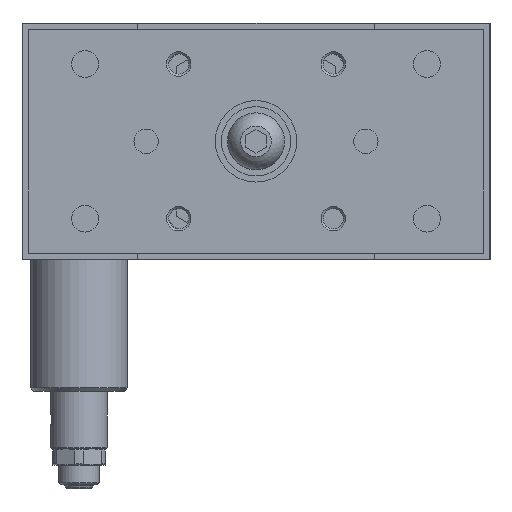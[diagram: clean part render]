
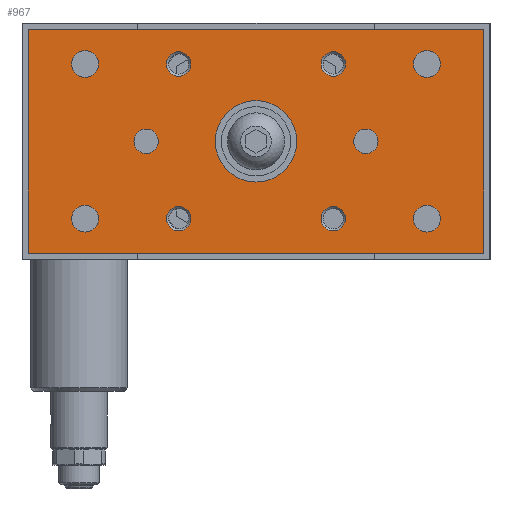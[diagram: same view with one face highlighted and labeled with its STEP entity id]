
A CAD part, left-side view. The second image highlights one B-rep face of the part: STEP entity #967.
In plain terms, the highlighted planar face has unit normal (-1, 0, 0).
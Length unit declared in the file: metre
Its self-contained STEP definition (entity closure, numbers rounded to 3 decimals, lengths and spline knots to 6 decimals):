
#967 = ADVANCED_FACE( '', ( #2283, #2284, #2285, #2286, #2287, #2288, #2289, #2290, #2291, #2292, #2293, #2294 ), #2295, .F. );
#2283 = FACE_BOUND( '', #3960, .T. );
#2284 = FACE_BOUND( '', #3961, .T. );
#2285 = FACE_BOUND( '', #3962, .T. );
#2286 = FACE_BOUND( '', #3963, .T. );
#2287 = FACE_BOUND( '', #3964, .T. );
#2288 = FACE_BOUND( '', #3965, .T. );
#2289 = FACE_BOUND( '', #3966, .T. );
#2290 = FACE_BOUND( '', #3967, .T. );
#2291 = FACE_BOUND( '', #3968, .T. );
#2292 = FACE_BOUND( '', #3969, .T. );
#2293 = FACE_BOUND( '', #3970, .T. );
#2294 = FACE_OUTER_BOUND( '', #3971, .T. );
#2295 = PLANE( '', #3972 );
#3960 = EDGE_LOOP( '', ( #6506 ) );
#3961 = EDGE_LOOP( '', ( #6507 ) );
#3962 = EDGE_LOOP( '', ( #6508 ) );
#3963 = EDGE_LOOP( '', ( #6509 ) );
#3964 = EDGE_LOOP( '', ( #6510 ) );
#3965 = EDGE_LOOP( '', ( #6511 ) );
#3966 = EDGE_LOOP( '', ( #6512 ) );
#3967 = EDGE_LOOP( '', ( #6513 ) );
#3968 = EDGE_LOOP( '', ( #6514 ) );
#3969 = EDGE_LOOP( '', ( #6515 ) );
#3970 = EDGE_LOOP( '', ( #6516 ) );
#3971 = EDGE_LOOP( '', ( #6517, #6518, #6519, #6520 ) );
#3972 = AXIS2_PLACEMENT_3D( '', #6521, #6522, #6523 );
#6506 = ORIENTED_EDGE( '', *, *, #8849, .T. );
#6507 = ORIENTED_EDGE( '', *, *, #8777, .T. );
#6508 = ORIENTED_EDGE( '', *, *, #8226, .F. );
#6509 = ORIENTED_EDGE( '', *, *, #8885, .F. );
#6510 = ORIENTED_EDGE( '', *, *, #8905, .T. );
#6511 = ORIENTED_EDGE( '', *, *, #8906, .F. );
#6512 = ORIENTED_EDGE( '', *, *, #8907, .T. );
#6513 = ORIENTED_EDGE( '', *, *, #8908, .T. );
#6514 = ORIENTED_EDGE( '', *, *, #8183, .F. );
#6515 = ORIENTED_EDGE( '', *, *, #8909, .F. );
#6516 = ORIENTED_EDGE( '', *, *, #8727, .T. );
#6517 = ORIENTED_EDGE( '', *, *, #8459, .T. );
#6518 = ORIENTED_EDGE( '', *, *, #8141, .T. );
#6519 = ORIENTED_EDGE( '', *, *, #8910, .T. );
#6520 = ORIENTED_EDGE( '', *, *, #8911, .T. );
#6521 = CARTESIAN_POINT( '', ( -0.022, -0.056, -0.0565 ) );
#6522 = DIRECTION( '', ( 1., 0., 0. ) );
#6523 = DIRECTION( '', ( 0., 1., 0. ) );
#8141 = EDGE_CURVE( '', #9425, #9423, #9426, .T. );
#8183 = EDGE_CURVE( '', #9497, #9497, #9498, .T. );
#8226 = EDGE_CURVE( '', #9568, #9568, #9569, .T. );
#8459 = EDGE_CURVE( '', #9947, #9425, #9948, .T. );
#8727 = EDGE_CURVE( '', #10357, #10357, #10358, .T. );
#8777 = EDGE_CURVE( '', #10430, #10430, #10431, .T. );
#8849 = EDGE_CURVE( '', #10528, #10528, #10529, .T. );
#8885 = EDGE_CURVE( '', #10580, #10580, #10581, .T. );
#8905 = EDGE_CURVE( '', #10607, #10607, #10608, .T. );
#8906 = EDGE_CURVE( '', #10609, #10609, #10610, .T. );
#8907 = EDGE_CURVE( '', #10611, #10611, #10612, .T. );
#8908 = EDGE_CURVE( '', #10613, #10613, #10614, .T. );
#8909 = EDGE_CURVE( '', #10615, #10615, #10616, .T. );
#8910 = EDGE_CURVE( '', #9423, #10617, #10618, .T. );
#8911 = EDGE_CURVE( '', #10617, #9947, #10619, .T. );
#9423 = VERTEX_POINT( '', #11280 );
#9425 = VERTEX_POINT( '', #11283 );
#9426 = LINE( '', #11284, #11285 );
#9497 = VERTEX_POINT( '', #11380 );
#9498 = CIRCLE( '', #11381, 0.0033 );
#9568 = VERTEX_POINT( '', #11662 );
#9569 = CIRCLE( '', #11663, 0.003 );
#9947 = VERTEX_POINT( '', #12210 );
#9948 = LINE( '', #12211, #12212 );
#10357 = VERTEX_POINT( '', #13046 );
#10358 = CIRCLE( '', #13047, 0.0033 );
#10430 = VERTEX_POINT( '', #13204 );
#10431 = CIRCLE( '', #13205, 0.003 );
#10528 = VERTEX_POINT( '', #13334 );
#10529 = CIRCLE( '', #13335, 0.01 );
#10580 = VERTEX_POINT( '', #13426 );
#10581 = CIRCLE( '', #13427, 0.003 );
#10607 = VERTEX_POINT( '', #13512 );
#10608 = CIRCLE( '', #13513, 0.003 );
#10609 = VERTEX_POINT( '', #13514 );
#10610 = CIRCLE( '', #13515, 0.003 );
#10611 = VERTEX_POINT( '', #13516 );
#10612 = CIRCLE( '', #13517, 0.003 );
#10613 = VERTEX_POINT( '', #13518 );
#10614 = CIRCLE( '', #13519, 0.0033 );
#10615 = VERTEX_POINT( '', #13520 );
#10616 = CIRCLE( '', #13521, 0.0033 );
#10617 = VERTEX_POINT( '', #13522 );
#10618 = LINE( '', #13523, #13524 );
#10619 = LINE( '', #13525, #13526 );
#11280 = CARTESIAN_POINT( '', ( -0.022, 0.056, -0.0015 ) );
#11283 = CARTESIAN_POINT( '', ( -0.022, -0.056, -0.0015 ) );
#11284 = CARTESIAN_POINT( '', ( -0.022, -0.056, -0.0015 ) );
#11285 = VECTOR( '', #14341, 1. );
#11380 = CARTESIAN_POINT( '', ( -0.022, 0.042, -0.0513 ) );
#11381 = AXIS2_PLACEMENT_3D( '', #14390, #14391, #14392 );
#11662 = CARTESIAN_POINT( '', ( -0.022, 0.019, -0.045 ) );
#11663 = AXIS2_PLACEMENT_3D( '', #14451, #14452, #14453 );
#12210 = CARTESIAN_POINT( '', ( -0.022, -0.056, -0.0565 ) );
#12211 = CARTESIAN_POINT( '', ( -0.022, -0.056, -0.0565 ) );
#12212 = VECTOR( '', #14753, 1. );
#13046 = CARTESIAN_POINT( '', ( -0.022, 0.042, -0.0067 ) );
#13047 = AXIS2_PLACEMENT_3D( '', #15092, #15093, #15094 );
#13204 = CARTESIAN_POINT( '', ( -0.022, -0.019, -0.045 ) );
#13205 = AXIS2_PLACEMENT_3D( '', #15147, #15148, #15149 );
#13334 = CARTESIAN_POINT( '', ( -0.022, 0., -0.039 ) );
#13335 = AXIS2_PLACEMENT_3D( '', #15229, #15230, #15231 );
#13426 = CARTESIAN_POINT( '', ( -0.022, -0.019, -0.013 ) );
#13427 = AXIS2_PLACEMENT_3D( '', #15275, #15276, #15277 );
#13512 = CARTESIAN_POINT( '', ( -0.022, 0.019, -0.013 ) );
#13513 = AXIS2_PLACEMENT_3D( '', #15293, #15294, #15295 );
#13514 = CARTESIAN_POINT( '', ( -0.022, -0.027, -0.032 ) );
#13515 = AXIS2_PLACEMENT_3D( '', #15296, #15297, #15298 );
#13516 = CARTESIAN_POINT( '', ( -0.022, 0.027, -0.032 ) );
#13517 = AXIS2_PLACEMENT_3D( '', #15299, #15300, #15301 );
#13518 = CARTESIAN_POINT( '', ( -0.022, -0.042, -0.0513 ) );
#13519 = AXIS2_PLACEMENT_3D( '', #15302, #15303, #15304 );
#13520 = CARTESIAN_POINT( '', ( -0.022, -0.042, -0.0067 ) );
#13521 = AXIS2_PLACEMENT_3D( '', #15305, #15306, #15307 );
#13522 = CARTESIAN_POINT( '', ( -0.022, 0.056, -0.0565 ) );
#13523 = CARTESIAN_POINT( '', ( -0.022, 0.056, -0.0015 ) );
#13524 = VECTOR( '', #15308, 1. );
#13525 = CARTESIAN_POINT( '', ( -0.022, 0.056, -0.0565 ) );
#13526 = VECTOR( '', #15309, 1. );
#14341 = DIRECTION( '', ( 0., 1., 0. ) );
#14390 = CARTESIAN_POINT( '', ( -0.022, 0.042, -0.048 ) );
#14391 = DIRECTION( '', ( -1., 0., 0. ) );
#14392 = DIRECTION( '', ( 0., 0., -1. ) );
#14451 = CARTESIAN_POINT( '', ( -0.022, 0.019, -0.048 ) );
#14452 = DIRECTION( '', ( -1., 0., 0. ) );
#14453 = DIRECTION( '', ( 0., 0., 1. ) );
#14753 = DIRECTION( '', ( 0., 0., 1. ) );
#15092 = CARTESIAN_POINT( '', ( -0.022, 0.042, -0.01 ) );
#15093 = DIRECTION( '', ( 1., 0., 0. ) );
#15094 = DIRECTION( '', ( 0., 0., 1. ) );
#15147 = CARTESIAN_POINT( '', ( -0.022, -0.019, -0.048 ) );
#15148 = DIRECTION( '', ( 1., 0., 0. ) );
#15149 = DIRECTION( '', ( 0., 0., 1. ) );
#15229 = CARTESIAN_POINT( '', ( -0.022, 0., -0.029 ) );
#15230 = DIRECTION( '', ( 1., 0., 0. ) );
#15231 = DIRECTION( '', ( 0., 0., -1. ) );
#15275 = CARTESIAN_POINT( '', ( -0.022, -0.019, -0.01 ) );
#15276 = DIRECTION( '', ( -1., 0., 0. ) );
#15277 = DIRECTION( '', ( 0., 0., -1. ) );
#15293 = CARTESIAN_POINT( '', ( -0.022, 0.019, -0.01 ) );
#15294 = DIRECTION( '', ( 1., 0., 0. ) );
#15295 = DIRECTION( '', ( 0., 0., -1. ) );
#15296 = CARTESIAN_POINT( '', ( -0.022, -0.027, -0.029 ) );
#15297 = DIRECTION( '', ( -1., 0., 0. ) );
#15298 = DIRECTION( '', ( 0., 0., -1. ) );
#15299 = CARTESIAN_POINT( '', ( -0.022, 0.027, -0.029 ) );
#15300 = DIRECTION( '', ( 1., 0., 0. ) );
#15301 = DIRECTION( '', ( 0., 0., -1. ) );
#15302 = CARTESIAN_POINT( '', ( -0.022, -0.042, -0.048 ) );
#15303 = DIRECTION( '', ( 1., 0., 0. ) );
#15304 = DIRECTION( '', ( 0., 0., -1. ) );
#15305 = CARTESIAN_POINT( '', ( -0.022, -0.042, -0.01 ) );
#15306 = DIRECTION( '', ( -1., 0., 0. ) );
#15307 = DIRECTION( '', ( 0., 0., 1. ) );
#15308 = DIRECTION( '', ( 0., 0., -1. ) );
#15309 = DIRECTION( '', ( 0., -1., 0. ) );
